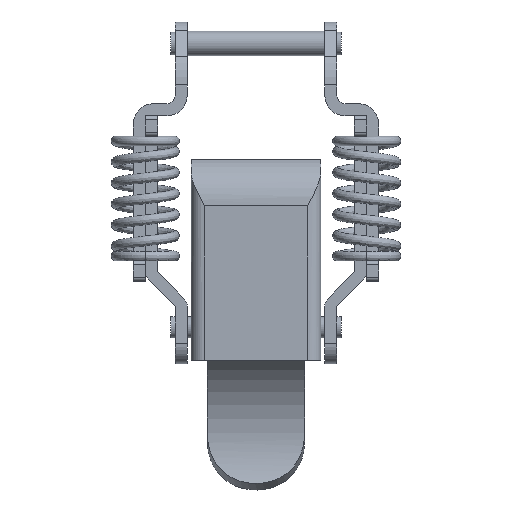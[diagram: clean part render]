
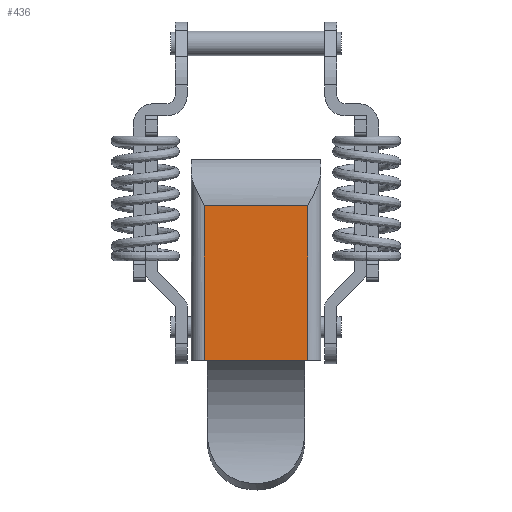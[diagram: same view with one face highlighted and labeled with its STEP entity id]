
A CAD part, front view. The second image highlights one B-rep face of the part: STEP entity #436.
In plain terms, the highlighted planar face has unit normal (0, -1, 0).
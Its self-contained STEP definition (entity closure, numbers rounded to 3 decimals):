
#436=ADVANCED_FACE('',(#2257),#2256,.T.);
#2256=PLANE('',#3595);
#2257=FACE_OUTER_BOUND('',#3596,.T.);
#3592=CARTESIAN_POINT('',(-7.68,-7.691,-3.79));
#3593=DIRECTION('',(0.,-1.,0.));
#3594=DIRECTION('',(0.,0.,-1.));
#3595=AXIS2_PLACEMENT_3D('',#3592,#3593,#3594);
#3596=EDGE_LOOP('',(#6862,#6863,#6864,#6865,#6866,#6867));
#6862=ORIENTED_EDGE('',*,*,#7537,.F.);
#6863=ORIENTED_EDGE('',*,*,#7519,.T.);
#6864=ORIENTED_EDGE('',*,*,#7440,.T.);
#6865=ORIENTED_EDGE('',*,*,#7550,.T.);
#6866=ORIENTED_EDGE('',*,*,#7483,.T.);
#6867=ORIENTED_EDGE('',*,*,#7430,.F.);
#7430=EDGE_CURVE('',#10070,#10077,#10078,.T.);
#7440=EDGE_CURVE('',#10146,#10147,#10148,.T.);
#7483=EDGE_CURVE('',#10441,#10077,#10442,.T.);
#7519=EDGE_CURVE('',#10679,#10146,#10680,.T.);
#7537=EDGE_CURVE('',#10679,#10070,#10796,.T.);
#7550=EDGE_CURVE('',#10147,#10441,#10880,.T.);
#10070=VERTEX_POINT('',#12924);
#10077=VERTEX_POINT('',#12929);
#10078=LINE('',#12930,#12931);
#10146=VERTEX_POINT('',#13010);
#10147=VERTEX_POINT('',#13011);
#10148=LINE('',#13012,#13013);
#10441=VERTEX_POINT('',#13212);
#10442=LINE('',#13213,#13214);
#10679=VERTEX_POINT('',#13353);
#10680=LINE('',#13354,#13355);
#10796=LINE('',#13421,#13422);
#10880=LINE('',#13470,#13471);
#12924=CARTESIAN_POINT('',(6.,-7.691,-24.8));
#12929=CARTESIAN_POINT('',(-6.,-7.691,-24.8));
#12930=CARTESIAN_POINT('',(6.,-7.691,-24.8));
#12931=VECTOR('',#12932,12.);
#12932=DIRECTION('',(-1.,0.,0.));
#13010=CARTESIAN_POINT('',(6.4,-7.691,-5.7));
#13011=CARTESIAN_POINT('',(-6.4,-7.691,-5.7));
#13012=CARTESIAN_POINT('',(6.4,-7.691,-5.7));
#13013=VECTOR('',#13014,12.8);
#13014=DIRECTION('',(-1.,0.,0.));
#13212=CARTESIAN_POINT('',(-6.4,-7.691,-24.8));
#13213=CARTESIAN_POINT('',(-6.4,-7.691,-24.8));
#13214=VECTOR('',#13215,0.4);
#13215=DIRECTION('',(1.,0.,0.));
#13353=CARTESIAN_POINT('',(6.4,-7.691,-24.8));
#13354=CARTESIAN_POINT('',(6.4,-7.691,-24.8));
#13355=VECTOR('',#13356,19.1);
#13356=DIRECTION('',(0.,0.,1.));
#13421=CARTESIAN_POINT('',(6.4,-7.691,-24.8));
#13422=VECTOR('',#13423,0.4);
#13423=DIRECTION('',(-1.,0.,0.));
#13470=CARTESIAN_POINT('',(-6.4,-7.691,-5.7));
#13471=VECTOR('',#13472,19.1);
#13472=DIRECTION('',(0.,0.,-1.));
